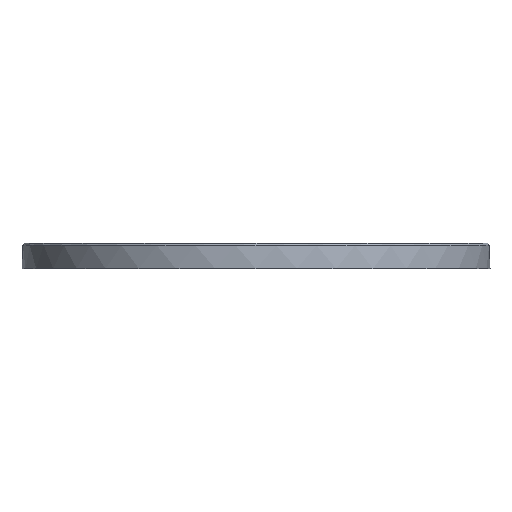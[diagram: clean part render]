
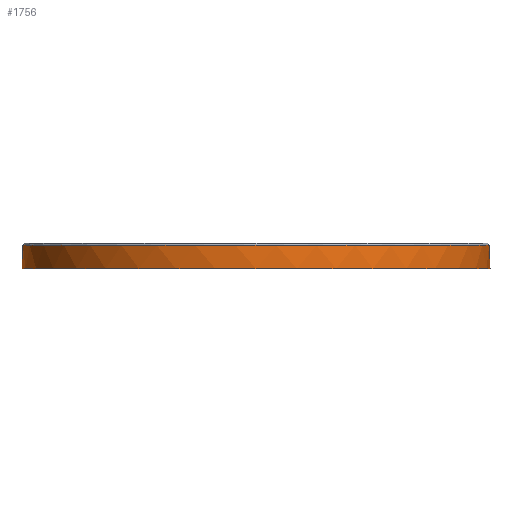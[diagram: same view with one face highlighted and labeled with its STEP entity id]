
A CAD part, left-side view. The second image highlights one B-rep face of the part: STEP entity #1756.
In plain terms, the highlighted cylindrical face has radius 55 mm (diameter 110 mm), a full revolution.
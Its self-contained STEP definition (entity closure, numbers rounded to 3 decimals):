
#183=FACE_OUTER_BOUND('',#304,.T.);
#304=EDGE_LOOP('',(#1468,#1469,#1470,#1471,#1472,#1473,#1474,#1475));
#396=LINE('',#3160,#482);
#397=LINE('',#3165,#483);
#440=LINE('',#3372,#526);
#482=VECTOR('',#2262,10.);
#483=VECTOR('',#2267,10.);
#526=VECTOR('',#2504,55.);
#601=CIRCLE('',#1901,55.);
#602=CIRCLE('',#1902,55.);
#615=CIRCLE('',#1925,55.);
#649=CIRCLE('',#1995,55.);
#777=VERTEX_POINT('',#3157);
#778=VERTEX_POINT('',#3159);
#779=VERTEX_POINT('',#3163);
#780=VERTEX_POINT('',#3164);
#783=VERTEX_POINT('',#3172);
#829=VERTEX_POINT('',#3371);
#952=EDGE_CURVE('',#777,#778,#396,.T.);
#954=EDGE_CURVE('',#779,#780,#397,.T.);
#958=EDGE_CURVE('',#778,#783,#601,.T.);
#959=EDGE_CURVE('',#783,#779,#602,.T.);
#986=EDGE_CURVE('',#780,#777,#615,.T.);
#1053=EDGE_CURVE('',#783,#829,#440,.T.);
#1054=EDGE_CURVE('',#829,#829,#649,.T.);
#1468=ORIENTED_EDGE('',*,*,#952,.F.);
#1469=ORIENTED_EDGE('',*,*,#986,.F.);
#1470=ORIENTED_EDGE('',*,*,#954,.F.);
#1471=ORIENTED_EDGE('',*,*,#959,.F.);
#1472=ORIENTED_EDGE('',*,*,#1053,.T.);
#1473=ORIENTED_EDGE('',*,*,#1054,.F.);
#1474=ORIENTED_EDGE('',*,*,#1053,.F.);
#1475=ORIENTED_EDGE('',*,*,#958,.F.);
#1668=CYLINDRICAL_SURFACE('',#1994,55.);
#1756=ADVANCED_FACE('',(#183),#1668,.T.);
#1901=AXIS2_PLACEMENT_3D('',#3173,#2275,#2276);
#1902=AXIS2_PLACEMENT_3D('',#3174,#2277,#2278);
#1925=AXIS2_PLACEMENT_3D('',#3236,#2331,#2332);
#1994=AXIS2_PLACEMENT_3D('',#3370,#2502,#2503);
#1995=AXIS2_PLACEMENT_3D('',#3373,#2505,#2506);
#2262=DIRECTION('',(0.,0.,-1.));
#2267=DIRECTION('',(0.,0.,1.));
#2275=DIRECTION('center_axis',(0.,0.,1.));
#2276=DIRECTION('ref_axis',(1.,0.,0.));
#2277=DIRECTION('center_axis',(0.,0.,1.));
#2278=DIRECTION('ref_axis',(1.,0.,0.));
#2331=DIRECTION('center_axis',(0.,0.,1.));
#2332=DIRECTION('ref_axis',(-1.,0.,0.));
#2502=DIRECTION('center_axis',(0.,0.,1.));
#2503=DIRECTION('ref_axis',(-1.,0.,0.));
#2504=DIRECTION('',(0.,0.,-1.));
#2505=DIRECTION('center_axis',(0.,0.,-1.));
#2506=DIRECTION('ref_axis',(-1.,0.,0.));
#3157=CARTESIAN_POINT('',(49.981,-22.955,5.5));
#3159=CARTESIAN_POINT('',(49.981,-22.955,1.5));
#3160=CARTESIAN_POINT('',(49.981,-22.955,0.));
#3163=CARTESIAN_POINT('',(49.981,22.955,1.5));
#3164=CARTESIAN_POINT('',(49.981,22.955,5.5));
#3165=CARTESIAN_POINT('',(49.981,22.955,0.));
#3172=CARTESIAN_POINT('',(55.,0.,1.5));
#3173=CARTESIAN_POINT('Origin',(0.,0.,1.5));
#3174=CARTESIAN_POINT('Origin',(0.,0.,1.5));
#3236=CARTESIAN_POINT('Origin',(0.,0.,5.5));
#3370=CARTESIAN_POINT('Origin',(0.,0.,0.));
#3371=CARTESIAN_POINT('',(55.,0.,0.));
#3372=CARTESIAN_POINT('',(55.,0.,0.));
#3373=CARTESIAN_POINT('Origin',(0.,0.,0.));
